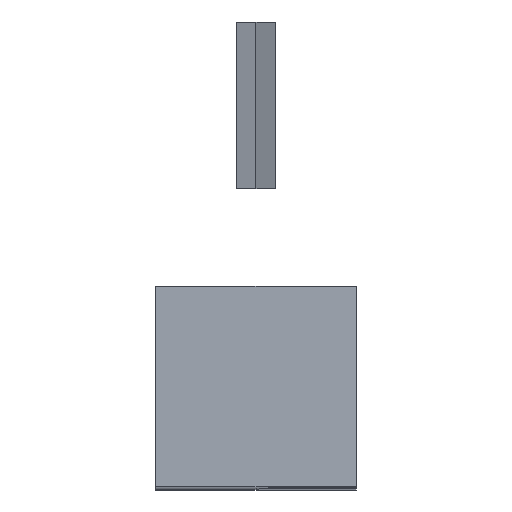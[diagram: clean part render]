
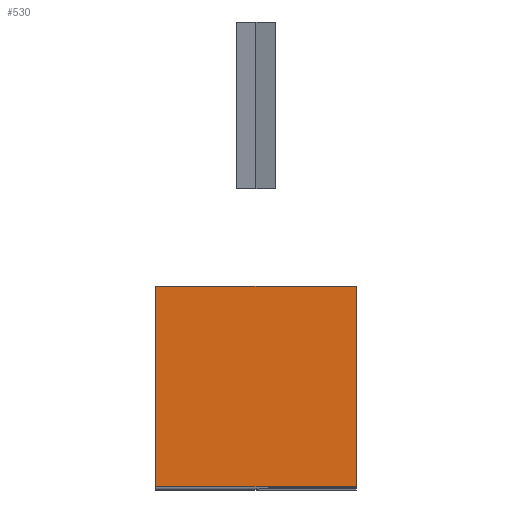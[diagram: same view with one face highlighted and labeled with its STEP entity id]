
A CAD part, top view. The second image highlights one B-rep face of the part: STEP entity #530.
In plain terms, the highlighted planar face has unit normal (0, 0, 1).
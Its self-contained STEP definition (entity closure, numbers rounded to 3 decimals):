
#44=FACE_OUTER_BOUND('',#74,.T.);
#74=EDGE_LOOP('',(#397,#398,#399,#400));
#109=LINE('',#802,#179);
#115=LINE('',#814,#185);
#119=LINE('',#822,#189);
#122=LINE('',#827,#192);
#179=VECTOR('',#653,10.);
#185=VECTOR('',#663,10.);
#189=VECTOR('',#671,10.);
#192=VECTOR('',#676,10.);
#245=VERTEX_POINT('',#799);
#246=VERTEX_POINT('',#801);
#250=VERTEX_POINT('',#813);
#252=VERTEX_POINT('',#821);
#295=EDGE_CURVE('',#245,#246,#109,.T.);
#301=EDGE_CURVE('',#246,#250,#115,.T.);
#305=EDGE_CURVE('',#252,#250,#119,.T.);
#308=EDGE_CURVE('',#245,#252,#122,.T.);
#397=ORIENTED_EDGE('',*,*,#295,.F.);
#398=ORIENTED_EDGE('',*,*,#308,.T.);
#399=ORIENTED_EDGE('',*,*,#305,.T.);
#400=ORIENTED_EDGE('',*,*,#301,.F.);
#500=PLANE('',#599);
#530=ADVANCED_FACE('',(#44),#500,.F.);
#599=AXIS2_PLACEMENT_3D('',#826,#674,#675);
#653=DIRECTION('',(1.,0.,0.));
#663=DIRECTION('',(0.,-1.,0.));
#671=DIRECTION('',(1.,0.,0.));
#674=DIRECTION('center_axis',(0.,0.,-1.));
#675=DIRECTION('ref_axis',(-1.,0.,0.));
#676=DIRECTION('',(0.,-1.,0.));
#799=CARTESIAN_POINT('',(0.,120.,0.));
#801=CARTESIAN_POINT('',(120.,120.,0.));
#802=CARTESIAN_POINT('',(120.,120.,0.));
#813=CARTESIAN_POINT('',(120.,0.,0.));
#814=CARTESIAN_POINT('',(120.,120.,0.));
#821=CARTESIAN_POINT('',(0.,0.,0.));
#822=CARTESIAN_POINT('',(0.,0.,0.));
#826=CARTESIAN_POINT('Origin',(0.,120.,0.));
#827=CARTESIAN_POINT('',(0.,120.,0.));
